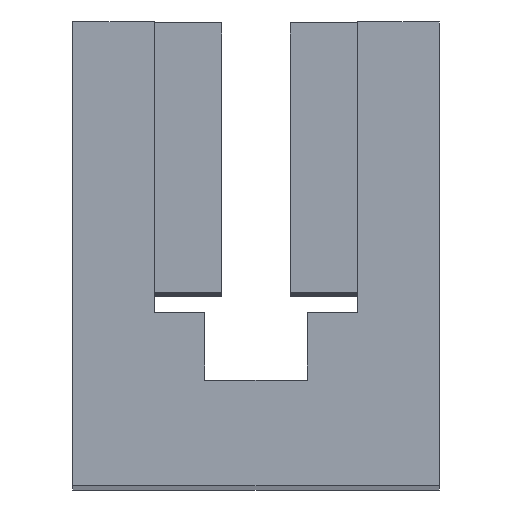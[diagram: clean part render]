
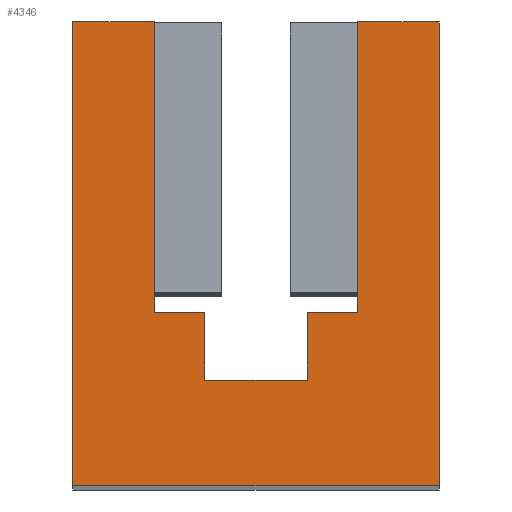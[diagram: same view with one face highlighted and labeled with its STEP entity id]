
A CAD part, top view. The second image highlights one B-rep face of the part: STEP entity #4346.
In plain terms, the highlighted planar face has unit normal (0, 0, 1).
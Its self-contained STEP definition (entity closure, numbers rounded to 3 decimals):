
#4 = CARTESIAN_POINT ( 'NONE',  ( -19.05, 0., 0. ) ) ;
#73 = CARTESIAN_POINT ( 'NONE',  ( -5.3, 11., 0. ) ) ;
#120 = ORIENTED_EDGE ( 'NONE', *, *, #3198, .T. ) ;
#199 = CARTESIAN_POINT ( 'NONE',  ( -10.55, 48.2, 0. ) ) ;
#281 = ORIENTED_EDGE ( 'NONE', *, *, #4124, .T. ) ;
#388 = CARTESIAN_POINT ( 'NONE',  ( 10.55, 48.2, 0. ) ) ;
#435 = DIRECTION ( 'NONE',  ( 0., 1., 0. ) ) ;
#460 = LINE ( 'NONE', #3347, #5709 ) ;
#526 = CARTESIAN_POINT ( 'NONE',  ( 10.55, 18., 0. ) ) ;
#585 = ORIENTED_EDGE ( 'NONE', *, *, #5796, .T. ) ;
#624 = CARTESIAN_POINT ( 'NONE',  ( -19.05, 48.2, 0. ) ) ;
#780 = CARTESIAN_POINT ( 'NONE',  ( -5.3, 11., 0. ) ) ;
#829 = VECTOR ( 'NONE', #4536, 1000. ) ;
#978 = EDGE_CURVE ( 'NONE', #4906, #4683, #1459, .T. ) ;
#990 = LINE ( 'NONE', #4, #3914 ) ;
#1004 = DIRECTION ( 'NONE',  ( 0., -1., 0. ) ) ;
#1039 = LINE ( 'NONE', #5835, #4319 ) ;
#1226 = VERTEX_POINT ( 'NONE', #780 ) ;
#1227 = CARTESIAN_POINT ( 'NONE',  ( 5.3, 18., 0. ) ) ;
#1250 = CARTESIAN_POINT ( 'NONE',  ( 19.05, 0., 0. ) ) ;
#1298 = EDGE_CURVE ( 'NONE', #3769, #2696, #460, .T. ) ;
#1328 = LINE ( 'NONE', #2335, #5693 ) ;
#1374 = VECTOR ( 'NONE', #1572, 1000. ) ;
#1398 = ORIENTED_EDGE ( 'NONE', *, *, #978, .T. ) ;
#1437 = DIRECTION ( 'NONE',  ( 0., -1., 0. ) ) ;
#1459 = LINE ( 'NONE', #526, #2552 ) ;
#1572 = DIRECTION ( 'NONE',  ( -1., 0., 0. ) ) ;
#1580 = DIRECTION ( 'NONE',  ( -1., 0., 0. ) ) ;
#1962 = DIRECTION ( 'NONE',  ( -1., 0., 0. ) ) ;
#1970 = CARTESIAN_POINT ( 'NONE',  ( -19.05, 48.2, 0. ) ) ;
#2003 = DIRECTION ( 'NONE',  ( -1., 0., 0. ) ) ;
#2070 = VECTOR ( 'NONE', #5455, 1000. ) ;
#2335 = CARTESIAN_POINT ( 'NONE',  ( 19.05, 48.2, 0. ) ) ;
#2426 = ORIENTED_EDGE ( 'NONE', *, *, #1298, .T. ) ;
#2427 = DIRECTION ( 'NONE',  ( -1., 0., 0. ) ) ;
#2506 = CARTESIAN_POINT ( 'NONE',  ( 10.55, 18., 0. ) ) ;
#2552 = VECTOR ( 'NONE', #1004, 1000. ) ;
#2696 = VERTEX_POINT ( 'NONE', #199 ) ;
#2806 = EDGE_CURVE ( 'NONE', #4683, #3936, #5058, .T. ) ;
#2844 = ORIENTED_EDGE ( 'NONE', *, *, #3448, .T. ) ;
#2864 = CARTESIAN_POINT ( 'NONE',  ( -5.3, 18., 0. ) ) ;
#3000 = CARTESIAN_POINT ( 'NONE',  ( 10.55, 48.2, 0. ) ) ;
#3198 = EDGE_CURVE ( 'NONE', #5358, #1226, #4543, .T. ) ;
#3223 = EDGE_CURVE ( 'NONE', #5125, #6039, #3975, .T. ) ;
#3252 = VECTOR ( 'NONE', #6114, 1000. ) ;
#3347 = CARTESIAN_POINT ( 'NONE',  ( -10.55, 48.2, 0. ) ) ;
#3411 = DIRECTION ( 'NONE',  ( 0., 1., 0. ) ) ;
#3448 = EDGE_CURVE ( 'NONE', #3449, #5125, #990, .T. ) ;
#3449 = VERTEX_POINT ( 'NONE', #1970 ) ;
#3517 = CARTESIAN_POINT ( 'NONE',  ( 5.3, 18., 0. ) ) ;
#3532 = CARTESIAN_POINT ( 'NONE',  ( 0., 0., 0. ) ) ;
#3554 = CARTESIAN_POINT ( 'NONE',  ( -19.05, 0., 0. ) ) ;
#3616 = ORIENTED_EDGE ( 'NONE', *, *, #3921, .T. ) ;
#3708 = ORIENTED_EDGE ( 'NONE', *, *, #3223, .T. ) ;
#3740 = CARTESIAN_POINT ( 'NONE',  ( -5.3, 18., 0. ) ) ;
#3761 = AXIS2_PLACEMENT_3D ( 'NONE', #3532, #4544, #2427 ) ;
#3769 = VERTEX_POINT ( 'NONE', #5770 ) ;
#3914 = VECTOR ( 'NONE', #1437, 1000. ) ;
#3921 = EDGE_CURVE ( 'NONE', #4566, #3769, #1039, .T. ) ;
#3936 = VERTEX_POINT ( 'NONE', #3517 ) ;
#3975 = LINE ( 'NONE', #4446, #2070 ) ;
#4011 = EDGE_CURVE ( 'NONE', #4459, #4906, #5412, .T. ) ;
#4124 = EDGE_CURVE ( 'NONE', #3936, #5358, #6078, .T. ) ;
#4319 = VECTOR ( 'NONE', #1580, 1000. ) ;
#4339 = DIRECTION ( 'NONE',  ( 0., 1., 0. ) ) ;
#4346 = ADVANCED_FACE ( 'NONE', ( #4988 ), #4955, .F. ) ;
#4433 = EDGE_LOOP ( 'NONE', ( #2844, #3708, #585, #4549, #1398, #6181, #281, #120, #5838, #3616, #2426, #5609 ) ) ;
#4446 = CARTESIAN_POINT ( 'NONE',  ( 19.05, 0., 0. ) ) ;
#4459 = VERTEX_POINT ( 'NONE', #6063 ) ;
#4536 = DIRECTION ( 'NONE',  ( -1., 0., 0. ) ) ;
#4543 = LINE ( 'NONE', #73, #6132 ) ;
#4544 = DIRECTION ( 'NONE',  ( 0., 0., -1. ) ) ;
#4549 = ORIENTED_EDGE ( 'NONE', *, *, #4011, .T. ) ;
#4566 = VERTEX_POINT ( 'NONE', #2864 ) ;
#4683 = VERTEX_POINT ( 'NONE', #2506 ) ;
#4786 = LINE ( 'NONE', #3740, #5190 ) ;
#4906 = VERTEX_POINT ( 'NONE', #388 ) ;
#4955 = PLANE ( 'NONE',  #3761 ) ;
#4988 = FACE_OUTER_BOUND ( 'NONE', #4433, .T. ) ;
#5058 = LINE ( 'NONE', #5915, #1374 ) ;
#5097 = EDGE_CURVE ( 'NONE', #2696, #3449, #5960, .T. ) ;
#5125 = VERTEX_POINT ( 'NONE', #3554 ) ;
#5190 = VECTOR ( 'NONE', #435, 1000. ) ;
#5358 = VERTEX_POINT ( 'NONE', #6249 ) ;
#5412 = LINE ( 'NONE', #3000, #6190 ) ;
#5455 = DIRECTION ( 'NONE',  ( 1., 0., 0. ) ) ;
#5609 = ORIENTED_EDGE ( 'NONE', *, *, #5097, .T. ) ;
#5693 = VECTOR ( 'NONE', #4339, 1000. ) ;
#5709 = VECTOR ( 'NONE', #3411, 1000. ) ;
#5749 = EDGE_CURVE ( 'NONE', #1226, #4566, #4786, .T. ) ;
#5770 = CARTESIAN_POINT ( 'NONE',  ( -10.55, 18., 0. ) ) ;
#5796 = EDGE_CURVE ( 'NONE', #6039, #4459, #1328, .T. ) ;
#5835 = CARTESIAN_POINT ( 'NONE',  ( -10.55, 18., 0. ) ) ;
#5838 = ORIENTED_EDGE ( 'NONE', *, *, #5749, .T. ) ;
#5915 = CARTESIAN_POINT ( 'NONE',  ( 10.55, 18., 0. ) ) ;
#5960 = LINE ( 'NONE', #624, #829 ) ;
#6039 = VERTEX_POINT ( 'NONE', #1250 ) ;
#6063 = CARTESIAN_POINT ( 'NONE',  ( 19.05, 48.2, 0. ) ) ;
#6078 = LINE ( 'NONE', #1227, #3252 ) ;
#6114 = DIRECTION ( 'NONE',  ( 0., -1., 0. ) ) ;
#6132 = VECTOR ( 'NONE', #2003, 1000. ) ;
#6181 = ORIENTED_EDGE ( 'NONE', *, *, #2806, .T. ) ;
#6190 = VECTOR ( 'NONE', #1962, 1000. ) ;
#6249 = CARTESIAN_POINT ( 'NONE',  ( 5.3, 11., 0. ) ) ;
